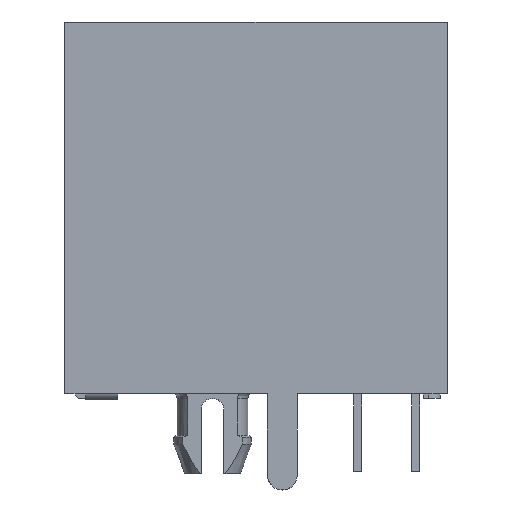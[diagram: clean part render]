
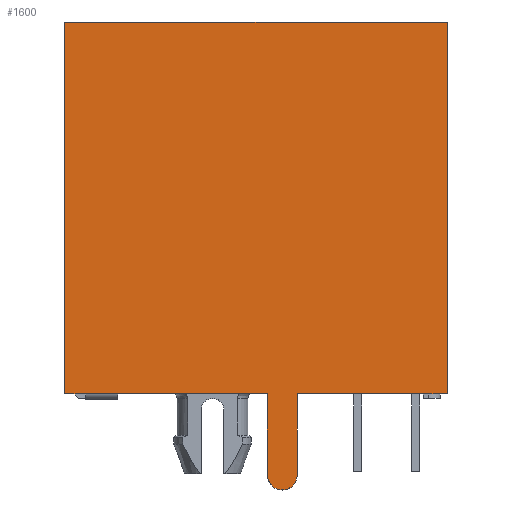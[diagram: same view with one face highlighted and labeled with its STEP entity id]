
A CAD part, left-side view. The second image highlights one B-rep face of the part: STEP entity #1600.
In plain terms, the highlighted planar face has unit normal (-1, 0, 0).
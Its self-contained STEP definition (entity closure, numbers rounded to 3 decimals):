
#1527=AXIS2_PLACEMENT_3D('Plane Axis2P3D',#1524,#1525,#1526) ;
#825=CARTESIAN_POINT('Vertex',(-14.321,-8.607,-16.)) ;
#828=CARTESIAN_POINT('Line Origine',(-14.321,-6.782,-16.)) ;
#832=CARTESIAN_POINT('Vertex',(-14.321,-4.957,-16.)) ;
#835=CARTESIAN_POINT('Line Origine',(-14.321,-3.507,-16.)) ;
#839=CARTESIAN_POINT('Vertex',(-14.321,-2.057,-16.)) ;
#860=CARTESIAN_POINT('Vertex',(-14.321,-0.757,-16.)) ;
#863=CARTESIAN_POINT('Line Origine',(-14.321,2.456,-16.)) ;
#867=CARTESIAN_POINT('Vertex',(-14.321,5.668,-16.)) ;
#870=CARTESIAN_POINT('Line Origine',(-14.321,6.493,-16.)) ;
#874=CARTESIAN_POINT('Vertex',(-14.321,7.318,-16.)) ;
#877=CARTESIAN_POINT('Line Origine',(-14.321,7.531,-16.)) ;
#881=CARTESIAN_POINT('Vertex',(-14.321,7.743,-16.)) ;
#884=CARTESIAN_POINT('Line Origine',(-14.321,7.918,-16.)) ;
#888=CARTESIAN_POINT('Vertex',(-14.321,8.093,-16.)) ;
#1501=CARTESIAN_POINT('Vertex',(-14.321,8.093,0.25)) ;
#1511=CARTESIAN_POINT('Line Origine',(-14.321,8.093,-7.875)) ;
#1524=CARTESIAN_POINT('Axis2P3D Location',(-14.321,1.393,-10.15)) ;
#1529=CARTESIAN_POINT('Line Origine',(-14.321,-0.757,-17.776)) ;
#1533=CARTESIAN_POINT('Vertex',(-14.321,-0.757,-19.551)) ;
#1537=CARTESIAN_POINT('Control Point',(-14.321,-1.407,-20.2)) ;
#1538=CARTESIAN_POINT('Control Point',(-14.321,-1.328,-20.2)) ;
#1539=CARTESIAN_POINT('Control Point',(-14.321,-1.249,-20.188)) ;
#1540=CARTESIAN_POINT('Control Point',(-14.321,-1.172,-20.164)) ;
#1541=CARTESIAN_POINT('Control Point',(-14.321,-1.029,-20.094)) ;
#1542=CARTESIAN_POINT('Control Point',(-14.321,-0.913,-19.984)) ;
#1543=CARTESIAN_POINT('Control Point',(-14.321,-0.864,-19.921)) ;
#1544=CARTESIAN_POINT('Control Point',(-14.321,-0.802,-19.811)) ;
#1545=CARTESIAN_POINT('Control Point',(-14.321,-0.769,-19.69)) ;
#1546=CARTESIAN_POINT('Control Point',(-14.321,-0.761,-19.643)) ;
#1547=CARTESIAN_POINT('Control Point',(-14.321,-0.757,-19.597)) ;
#1548=CARTESIAN_POINT('Control Point',(-14.321,-0.757,-19.551)) ;
#1549=CARTESIAN_POINT('Vertex',(-14.321,-1.407,-20.2)) ;
#1553=CARTESIAN_POINT('Control Point',(-14.321,-2.057,-19.551)) ;
#1554=CARTESIAN_POINT('Control Point',(-14.321,-2.057,-19.63)) ;
#1555=CARTESIAN_POINT('Control Point',(-14.321,-2.045,-19.709)) ;
#1556=CARTESIAN_POINT('Control Point',(-14.321,-2.021,-19.785)) ;
#1557=CARTESIAN_POINT('Control Point',(-14.321,-1.95,-19.929)) ;
#1558=CARTESIAN_POINT('Control Point',(-14.321,-1.84,-20.044)) ;
#1559=CARTESIAN_POINT('Control Point',(-14.321,-1.777,-20.094)) ;
#1560=CARTESIAN_POINT('Control Point',(-14.321,-1.666,-20.155)) ;
#1561=CARTESIAN_POINT('Control Point',(-14.321,-1.545,-20.188)) ;
#1562=CARTESIAN_POINT('Control Point',(-14.321,-1.499,-20.196)) ;
#1563=CARTESIAN_POINT('Control Point',(-14.321,-1.453,-20.2)) ;
#1564=CARTESIAN_POINT('Control Point',(-14.321,-1.407,-20.2)) ;
#1565=CARTESIAN_POINT('Vertex',(-14.321,-2.057,-19.551)) ;
#1568=CARTESIAN_POINT('Line Origine',(-14.321,-2.057,-17.776)) ;
#1573=CARTESIAN_POINT('Line Origine',(-14.321,-8.607,-7.875)) ;
#1577=CARTESIAN_POINT('Vertex',(-14.321,-8.607,0.25)) ;
#1580=CARTESIAN_POINT('Line Origine',(-14.321,-0.257,0.25)) ;
#829=DIRECTION('Vector Direction',(0.,1.,0.)) ;
#836=DIRECTION('Vector Direction',(0.,1.,0.)) ;
#864=DIRECTION('Vector Direction',(0.,1.,0.)) ;
#871=DIRECTION('Vector Direction',(0.,1.,0.)) ;
#878=DIRECTION('Vector Direction',(0.,1.,0.)) ;
#885=DIRECTION('Vector Direction',(0.,1.,0.)) ;
#1512=DIRECTION('Vector Direction',(0.,0.,-1.)) ;
#1525=DIRECTION('Axis2P3D Direction',(-1.,0.,0.)) ;
#1526=DIRECTION('Axis2P3D XDirection',(0.,-1.,0.)) ;
#1530=DIRECTION('Vector Direction',(0.,0.,1.)) ;
#1569=DIRECTION('Vector Direction',(0.,0.,1.)) ;
#1574=DIRECTION('Vector Direction',(0.,0.,1.)) ;
#1581=DIRECTION('Vector Direction',(0.,-1.,0.)) ;
#830=VECTOR('Line Direction',#829,1.) ;
#837=VECTOR('Line Direction',#836,1.) ;
#865=VECTOR('Line Direction',#864,1.) ;
#872=VECTOR('Line Direction',#871,1.) ;
#879=VECTOR('Line Direction',#878,1.) ;
#886=VECTOR('Line Direction',#885,1.) ;
#1513=VECTOR('Line Direction',#1512,1.) ;
#1531=VECTOR('Line Direction',#1530,1.) ;
#1570=VECTOR('Line Direction',#1569,1.) ;
#1575=VECTOR('Line Direction',#1574,1.) ;
#1582=VECTOR('Line Direction',#1581,1.) ;
#1586=ORIENTED_EDGE('',*,*,#1535,.F.) ;
#1587=ORIENTED_EDGE('',*,*,#1551,.F.) ;
#1588=ORIENTED_EDGE('',*,*,#1567,.F.) ;
#1589=ORIENTED_EDGE('',*,*,#1572,.T.) ;
#1590=ORIENTED_EDGE('',*,*,#841,.T.) ;
#1591=ORIENTED_EDGE('',*,*,#834,.T.) ;
#1592=ORIENTED_EDGE('',*,*,#1579,.T.) ;
#1593=ORIENTED_EDGE('',*,*,#1584,.T.) ;
#1594=ORIENTED_EDGE('',*,*,#1515,.T.) ;
#1595=ORIENTED_EDGE('',*,*,#890,.T.) ;
#1596=ORIENTED_EDGE('',*,*,#883,.T.) ;
#1597=ORIENTED_EDGE('',*,*,#876,.T.) ;
#1598=ORIENTED_EDGE('',*,*,#869,.T.) ;
#1600=ADVANCED_FACE('2634590000',(#1599),#1528,.T.) ;
#1536=B_SPLINE_CURVE_WITH_KNOTS('',5,(#1537,#1538,#1539,#1540,#1541,#1542,#1543,#1544,#1545,#1546,#1547,#1548),.UNSPECIFIED.,.F.,.U.,(6,3,3,6),(0.,0.56,1.12,1.447),.UNSPECIFIED.) ;
#1552=B_SPLINE_CURVE_WITH_KNOTS('',5,(#1553,#1554,#1555,#1556,#1557,#1558,#1559,#1560,#1561,#1562,#1563,#1564),.UNSPECIFIED.,.F.,.U.,(6,3,3,6),(0.,0.56,1.12,1.447),.UNSPECIFIED.) ;
#834=EDGE_CURVE('',#833,#826,#831,.F.) ;
#841=EDGE_CURVE('',#840,#833,#838,.F.) ;
#869=EDGE_CURVE('',#868,#861,#866,.F.) ;
#876=EDGE_CURVE('',#875,#868,#873,.F.) ;
#883=EDGE_CURVE('',#882,#875,#880,.F.) ;
#890=EDGE_CURVE('',#889,#882,#887,.F.) ;
#1515=EDGE_CURVE('',#1502,#889,#1514,.T.) ;
#1535=EDGE_CURVE('',#1534,#861,#1532,.T.) ;
#1551=EDGE_CURVE('',#1550,#1534,#1536,.T.) ;
#1567=EDGE_CURVE('',#1566,#1550,#1552,.T.) ;
#1572=EDGE_CURVE('',#1566,#840,#1571,.T.) ;
#1579=EDGE_CURVE('',#826,#1578,#1576,.T.) ;
#1584=EDGE_CURVE('',#1578,#1502,#1583,.F.) ;
#1585=EDGE_LOOP('',(#1586,#1587,#1588,#1589,#1590,#1591,#1592,#1593,#1594,#1595,#1596,#1597,#1598)) ;
#1599=FACE_OUTER_BOUND('',#1585,.T.) ;
#831=LINE('Line',#828,#830) ;
#838=LINE('Line',#835,#837) ;
#866=LINE('Line',#863,#865) ;
#873=LINE('Line',#870,#872) ;
#880=LINE('Line',#877,#879) ;
#887=LINE('Line',#884,#886) ;
#1514=LINE('Line',#1511,#1513) ;
#1532=LINE('Line',#1529,#1531) ;
#1571=LINE('Line',#1568,#1570) ;
#1576=LINE('Line',#1573,#1575) ;
#1583=LINE('Line',#1580,#1582) ;
#1528=PLANE('',#1527) ;
#826=VERTEX_POINT('',#825) ;
#833=VERTEX_POINT('',#832) ;
#840=VERTEX_POINT('',#839) ;
#861=VERTEX_POINT('',#860) ;
#868=VERTEX_POINT('',#867) ;
#875=VERTEX_POINT('',#874) ;
#882=VERTEX_POINT('',#881) ;
#889=VERTEX_POINT('',#888) ;
#1502=VERTEX_POINT('',#1501) ;
#1534=VERTEX_POINT('',#1533) ;
#1550=VERTEX_POINT('',#1549) ;
#1566=VERTEX_POINT('',#1565) ;
#1578=VERTEX_POINT('',#1577) ;
